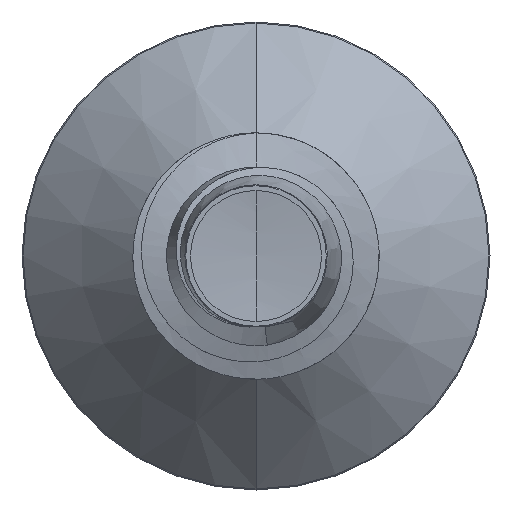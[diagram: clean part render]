
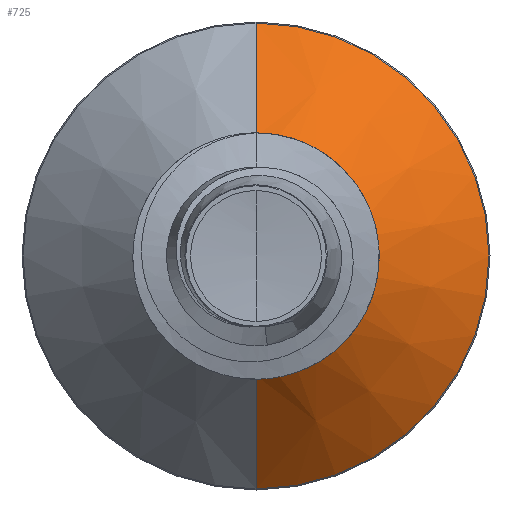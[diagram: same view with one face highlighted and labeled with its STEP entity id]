
A CAD part, front view. The second image highlights one B-rep face of the part: STEP entity #725.
In plain terms, the highlighted conical face has half-angle 45 degrees and reference radius 0.97 mm.
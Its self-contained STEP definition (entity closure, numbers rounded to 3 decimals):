
#101 = CIRCLE ( 'NONE', #4629, 1.891 ) ;
#710 = DIRECTION ( 'NONE',  ( 0., 0., 1. ) ) ;
#720 = DIRECTION ( 'NONE',  ( 0., 1., 0. ) ) ;
#723 = CARTESIAN_POINT ( 'NONE',  ( 0., 3.141, 0. ) ) ;
#725 = ADVANCED_FACE ( 'NONE', ( #1805 ), #1291, .T. ) ;
#784 = AXIS2_PLACEMENT_3D ( 'NONE', #3185, #3147, #2889 ) ;
#1039 = ORIENTED_EDGE ( 'NONE', *, *, #8446, .T. ) ;
#1173 = ORIENTED_EDGE ( 'NONE', *, *, #9630, .T. ) ;
#1277 = CARTESIAN_POINT ( 'NONE',  ( 0., 2.22, 0. ) ) ;
#1291 = CONICAL_SURFACE ( 'NONE', #5482, 0.97, 0.785 ) ;
#1805 = FACE_OUTER_BOUND ( 'NONE', #7534, .T. ) ;
#2724 = VERTEX_POINT ( 'NONE', #9429 ) ;
#2889 = DIRECTION ( 'NONE',  ( 0., 0., 1. ) ) ;
#2927 = LINE ( 'NONE', #9748, #4877 ) ;
#3147 = DIRECTION ( 'NONE',  ( 0., 1., 0. ) ) ;
#3185 = CARTESIAN_POINT ( 'NONE',  ( 0., 2.22, 0. ) ) ;
#3397 = VERTEX_POINT ( 'NONE', #7659 ) ;
#3690 = VERTEX_POINT ( 'NONE', #7154 ) ;
#4606 = VECTOR ( 'NONE', #5239, 1000. ) ;
#4629 = AXIS2_PLACEMENT_3D ( 'NONE', #723, #720, #710 ) ;
#4877 = VECTOR ( 'NONE', #9804, 1000. ) ;
#5043 = DIRECTION ( 'NONE',  ( 0., 0., 1. ) ) ;
#5100 = ORIENTED_EDGE ( 'NONE', *, *, #9833, .F. ) ;
#5220 = CARTESIAN_POINT ( 'NONE',  ( 0., 2.22, -0.97 ) ) ;
#5239 = DIRECTION ( 'NONE',  ( 0., 0.707, -0.707 ) ) ;
#5482 = AXIS2_PLACEMENT_3D ( 'NONE', #1277, #9247, #5043 ) ;
#5873 = EDGE_CURVE ( 'NONE', #2724, #8034, #101, .T. ) ;
#6546 = CARTESIAN_POINT ( 'NONE',  ( 0., 3.141, -1.891 ) ) ;
#7154 = CARTESIAN_POINT ( 'NONE',  ( 0., 2.22, 0.97 ) ) ;
#7534 = EDGE_LOOP ( 'NONE', ( #1173, #1039, #8146, #5100 ) ) ;
#7659 = CARTESIAN_POINT ( 'NONE',  ( 0., 2.22, -0.97 ) ) ;
#8034 = VERTEX_POINT ( 'NONE', #6546 ) ;
#8146 = ORIENTED_EDGE ( 'NONE', *, *, #5873, .F. ) ;
#8332 = CIRCLE ( 'NONE', #784, 0.97 ) ;
#8446 = EDGE_CURVE ( 'NONE', #3397, #8034, #8457, .T. ) ;
#8457 = LINE ( 'NONE', #5220, #4606 ) ;
#9247 = DIRECTION ( 'NONE',  ( 0., 1., 0. ) ) ;
#9429 = CARTESIAN_POINT ( 'NONE',  ( 0., 3.141, 1.891 ) ) ;
#9630 = EDGE_CURVE ( 'NONE', #3690, #3397, #8332, .T. ) ;
#9748 = CARTESIAN_POINT ( 'NONE',  ( 0., 2.22, 0.97 ) ) ;
#9804 = DIRECTION ( 'NONE',  ( 0., 0.707, 0.707 ) ) ;
#9833 = EDGE_CURVE ( 'NONE', #3690, #2724, #2927, .T. ) ;
